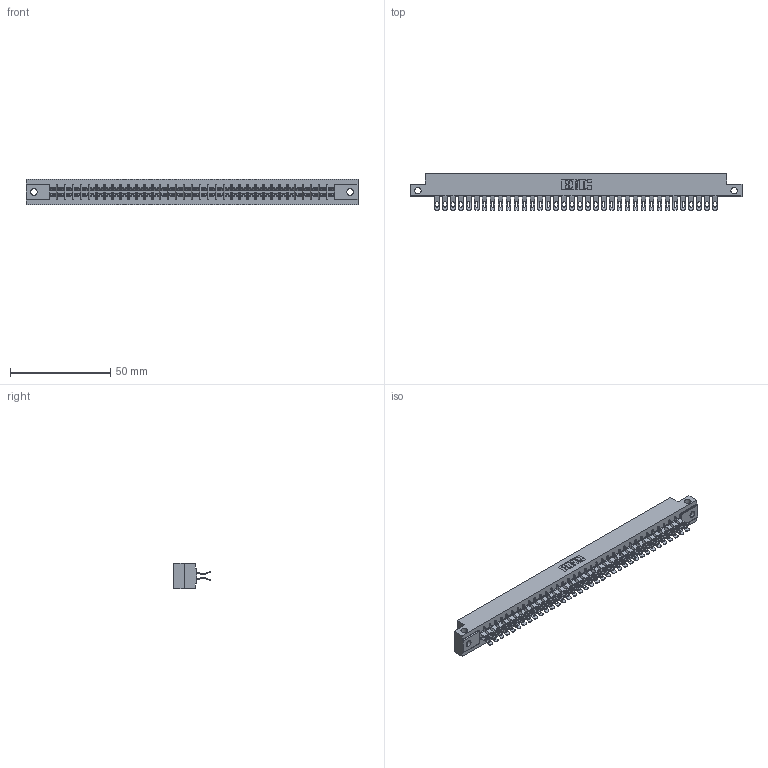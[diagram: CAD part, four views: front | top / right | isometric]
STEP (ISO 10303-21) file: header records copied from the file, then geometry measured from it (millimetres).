
FILE_DESCRIPTION (( 'STEP AP203' ), '1' );
FILE_NAME ('355-072-555-212.STEP', '2020-09-20T09:46:30', ( '' ), ( '' ), 'SwSTEP 2.0', 'SolidWorks 2020', '' );
FILE_SCHEMA (( 'CONFIG_CONTROL_DESIGN' ));
Length unit declared in the file: inch
Products named in the file (3): 305-290-001_555; 355-072-555-212; 305 Part_.128 Dia
Assembly tree (73 placements, depth 2):
  355-072-555-212
    305 Part_.128 Dia
    305-290-001_555  x72
Bounding box: 165.66 x 18.41 x 12.7 mm (x, y, z)
Volume: 17251.6 mm3; surface area: 23257.3 mm2
Topology: 73 solids, 73 shells, 4880 faces, 14572 edges, 9516 vertices
Faces by surface type: plane 2372, cylinder 2364, sphere 144
Entity records: 40739 total; most frequent: CARTESIAN_POINT 6808, ORIENTED_EDGE 6704, DIRECTION 6524, EDGE_CURVE 3352, VECTOR 2668, LINE 2668, VERTEX_POINT 2132, AXIS2_PLACEMENT_3D 1928
